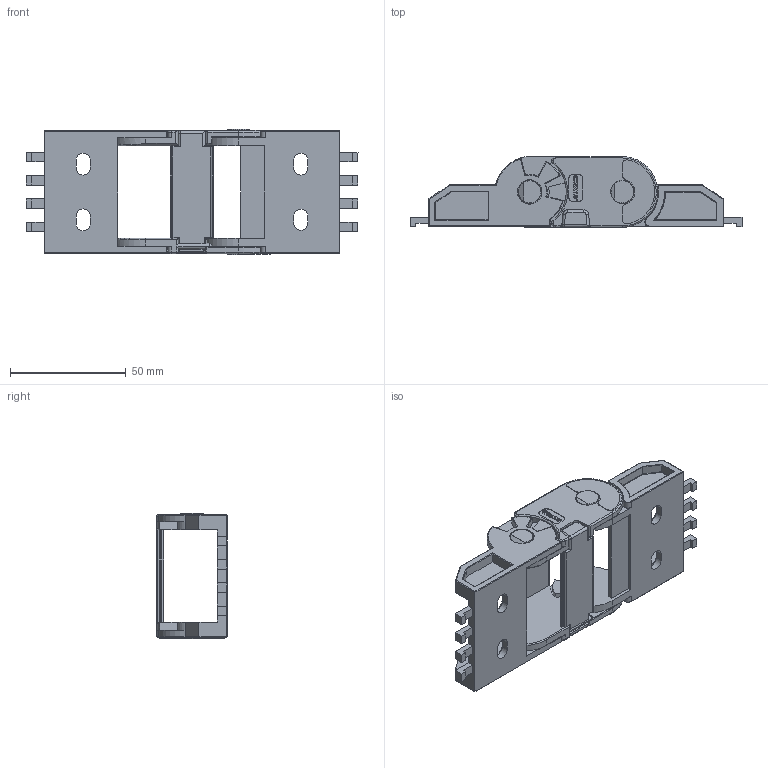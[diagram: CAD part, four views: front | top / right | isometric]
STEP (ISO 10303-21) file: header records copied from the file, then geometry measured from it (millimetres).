
FILE_DESCRIPTION (( 'STEP AP214' ), '1' );
FILE_NAME ('CK24-B040-AYAK.STEP', '2019-09-10T11:30:02', ( '' ), ( '' ), 'SwSTEP 2.0', 'SolidWorks 2017', '' );
FILE_SCHEMA (( 'AUTOMOTIVE_DESIGN' ));
Length unit declared in the file: millimetre
Products named in the file (1): CK24-B040-AYAK
Bounding box: 143.4 x 30.5 x 54.4 mm (x, y, z)
Volume: 46557.7 mm3; surface area: 33764.6 mm2
Topology: 4 solids, 4 shells, 825 faces, 2163 edges, 1378 vertices
Faces by surface type: plane 384, cylinder 336, torus 69, cone 16, bspline 11, sphere 9
Entity records: 27726 total; most frequent: CARTESIAN_POINT 7805, ORIENTED_EDGE 4324, DIRECTION 3883, EDGE_CURVE 2162, VERTEX_POINT 1378, LINE 1325, VECTOR 1325, AXIS2_PLACEMENT_3D 1279
